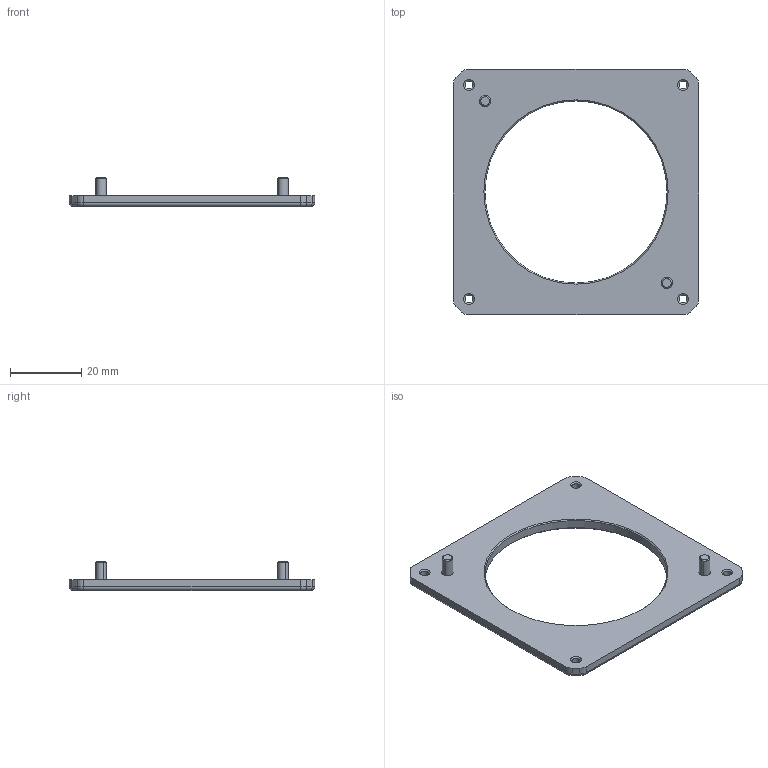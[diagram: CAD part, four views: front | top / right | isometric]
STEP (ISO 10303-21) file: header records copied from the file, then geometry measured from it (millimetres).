
FILE_DESCRIPTION (( 'STEP AP214' ), '1' );
FILE_NAME ('19.11.04_4P12_2 Inch Aperture Port WEB.STEP', '2019-11-04T13:31:51', ( '' ), ( '' ), 'SwSTEP 2.0', 'SolidWorks 2018', '' );
FILE_SCHEMA (( 'AUTOMOTIVE_DESIGN' ));
Length unit declared in the file: millimetre
Products named in the file (1): 19.11.04_4P12_2 Inch Aperture Port WEB
Bounding box: 68.8 x 68.8 x 8.16 mm (x, y, z)
Volume: 7918.4 mm3; surface area: 6764.2 mm2
Topology: 3 solids, 3 shells, 650 faces, 1803 edges, 1176 vertices
Faces by surface type: plane 547, cylinder 38, cone 36, bspline 17, torus 12
Entity records: 28407 total; most frequent: CARTESIAN_POINT 4587, ORIENTED_EDGE 3598, DIRECTION 3165, EDGE_CURVE 1799, VECTOR 1633, LINE 1633, VERTEX_POINT 1176, AXIS2_PLACEMENT_3D 766
